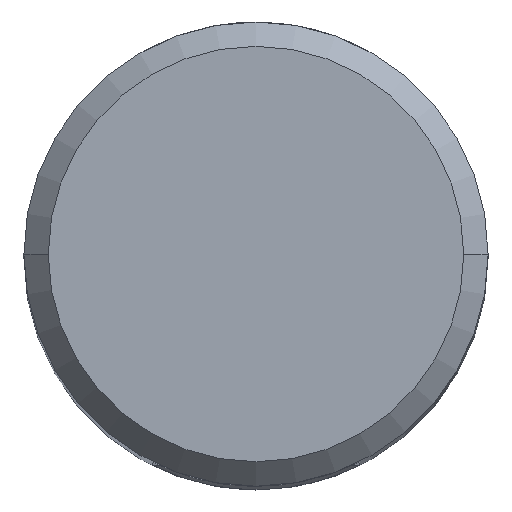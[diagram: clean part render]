
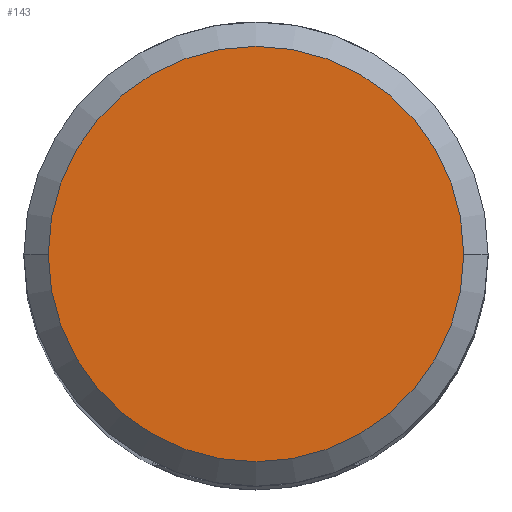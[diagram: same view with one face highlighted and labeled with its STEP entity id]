
A CAD part, top view. The second image highlights one B-rep face of the part: STEP entity #143.
In plain terms, the highlighted planar face has unit normal (0, 0, 1).
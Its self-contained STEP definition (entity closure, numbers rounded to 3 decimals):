
#37=PLANE('',#484);
#143=ADVANCED_FACE('',(#162),#37,.T.);
#162=FACE_OUTER_BOUND('',#186,.T.);
#186=EDGE_LOOP('',(#253,#254));
#253=ORIENTED_EDGE('',*,*,#388,.T.);
#254=ORIENTED_EDGE('',*,*,#378,.T.);
#332=VERTEX_POINT('',#691);
#333=VERTEX_POINT('',#692);
#378=EDGE_CURVE('',#332,#333,#413,.T.);
#388=EDGE_CURVE('',#333,#332,#421,.T.);
#413=CIRCLE('',#471,8.518);
#421=CIRCLE('',#483,8.518);
#471=AXIS2_PLACEMENT_3D('',#690,#547,#548);
#483=AXIS2_PLACEMENT_3D('',#712,#573,#574);
#484=AXIS2_PLACEMENT_3D('',#713,#575,#576);
#547=DIRECTION('',(0.,0.,1.));
#548=DIRECTION('',(1.,0.,0.));
#573=DIRECTION('',(0.,0.,1.));
#574=DIRECTION('',(1.,0.,0.));
#575=DIRECTION('',(0.,0.,1.));
#576=DIRECTION('',(-1.,0.,0.));
#690=CARTESIAN_POINT('',(0.,0.,0.));
#691=CARTESIAN_POINT('',(8.518,0.,0.));
#692=CARTESIAN_POINT('',(-8.518,0.,0.));
#712=CARTESIAN_POINT('',(0.,0.,0.));
#713=CARTESIAN_POINT('',(0.,3.,0.));
